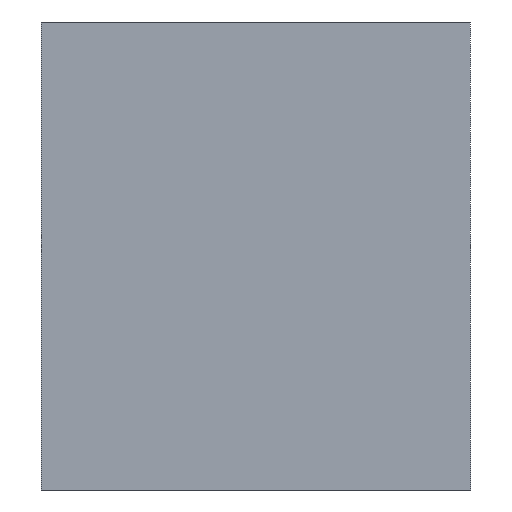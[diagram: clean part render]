
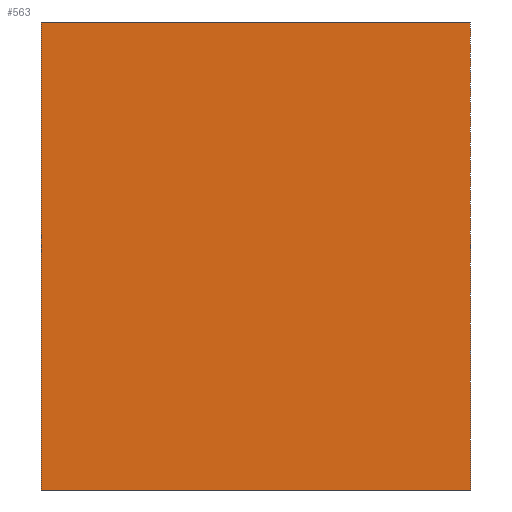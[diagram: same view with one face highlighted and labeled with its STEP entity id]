
A CAD part, front view. The second image highlights one B-rep face of the part: STEP entity #563.
In plain terms, the highlighted planar face has unit normal (0, -1, 0).
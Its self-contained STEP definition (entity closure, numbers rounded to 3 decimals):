
#177 = VERTEX_POINT('',#178);
#178 = CARTESIAN_POINT('',(-22.,-33.5,-26.));
#184 = EDGE_CURVE('',#185,#177,#187,.T.);
#185 = VERTEX_POINT('',#186);
#186 = CARTESIAN_POINT('',(-22.,-33.5,22.));
#187 = LINE('',#188,#189);
#188 = CARTESIAN_POINT('',(-22.,-33.5,22.));
#189 = VECTOR('',#190,1.);
#190 = DIRECTION('',(0.,0.,-1.));
#208 = EDGE_CURVE('',#209,#185,#211,.T.);
#209 = VERTEX_POINT('',#210);
#210 = CARTESIAN_POINT('',(22.,-33.5,22.));
#211 = LINE('',#212,#213);
#212 = CARTESIAN_POINT('',(22.,-33.5,22.));
#213 = VECTOR('',#214,1.);
#214 = DIRECTION('',(-1.,0.,0.));
#233 = VERTEX_POINT('',#234);
#234 = CARTESIAN_POINT('',(22.,-33.5,-26.));
#240 = EDGE_CURVE('',#177,#233,#241,.T.);
#241 = LINE('',#242,#243);
#242 = CARTESIAN_POINT('',(-22.,-33.5,-26.));
#243 = VECTOR('',#244,1.);
#244 = DIRECTION('',(1.,0.,0.));
#257 = EDGE_CURVE('',#233,#209,#258,.T.);
#258 = LINE('',#259,#260);
#259 = CARTESIAN_POINT('',(22.,-33.5,-26.));
#260 = VECTOR('',#261,1.);
#261 = DIRECTION('',(0.,0.,1.));
#563 = ADVANCED_FACE('',(#564),#570,.F.);
#564 = FACE_BOUND('',#565,.T.);
#565 = EDGE_LOOP('',(#566,#567,#568,#569));
#566 = ORIENTED_EDGE('',*,*,#184,.T.);
#567 = ORIENTED_EDGE('',*,*,#240,.T.);
#568 = ORIENTED_EDGE('',*,*,#257,.T.);
#569 = ORIENTED_EDGE('',*,*,#208,.T.);
#570 = PLANE('',#571);
#571 = AXIS2_PLACEMENT_3D('',#572,#573,#574);
#572 = CARTESIAN_POINT('',(0.,-33.5,-2.));
#573 = DIRECTION('',(0.,1.,0.));
#574 = DIRECTION('',(0.,0.,1.));
